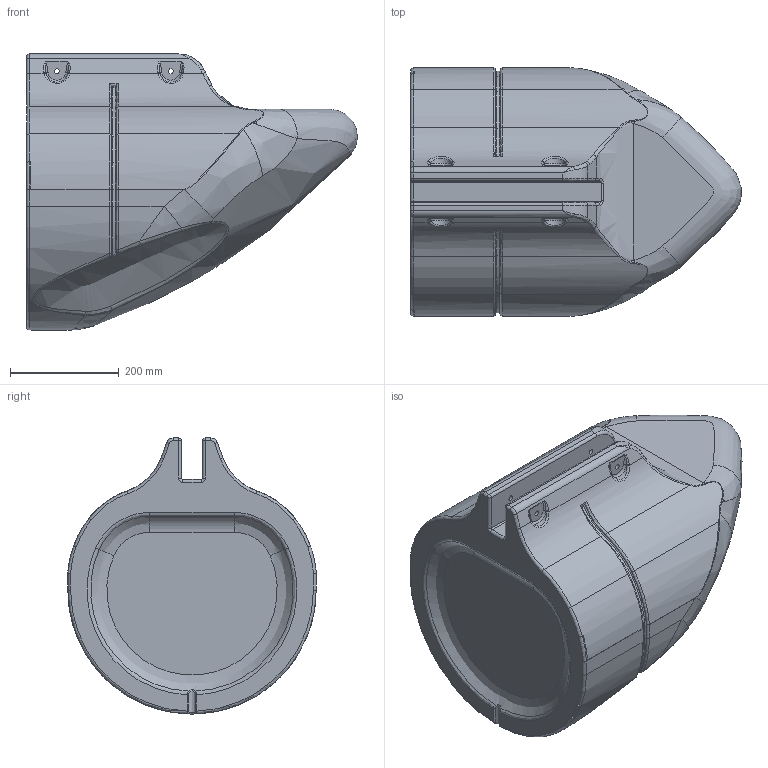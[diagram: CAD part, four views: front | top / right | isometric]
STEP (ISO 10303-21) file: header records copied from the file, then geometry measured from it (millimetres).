
FILE_DESCRIPTION(/* description */ (''),/* implementation_level */ '2;1');
FILE_NAME(/* name */ '18nc.step',/* time_stamp */ '2022-09-22T13:31:57-04:00',/* author */ (''),/* organization */ (''),/* preprocessor_version */ 'ST-DEVELOPER v19',/* originating_system */ 'Autodesk Translation Framework v11.7.0.108',/* authorisation */ '');
FILE_SCHEMA (('AUTOMOTIVE_DESIGN { 1 0 10303 214 3 1 1 }'));
Length unit declared in the file: inch
Products named in the file (1): 18" NOSE CONE
Bounding box: 609.1 x 457.19 x 508.01 mm (x, y, z)
Volume: 62930365.9 mm3; surface area: 986093.8 mm2
Topology: 1 solids, 1 shells, 326 faces, 787 edges, 455 vertices
Faces by surface type: bspline 164, cylinder 82, torus 49, plane 29, sphere 2
Full cylindrical faces by diameter (mm): 9.525 x4
Entity records: 16260 total; most frequent: CARTESIAN_POINT 9385, ORIENTED_EDGE 1558, DIRECTION 1258, EDGE_CURVE 779, AXIS2_PLACEMENT_3D 556, VERTEX_POINT 455, EDGE_LOOP 334, FACE_OUTER_BOUND 326
